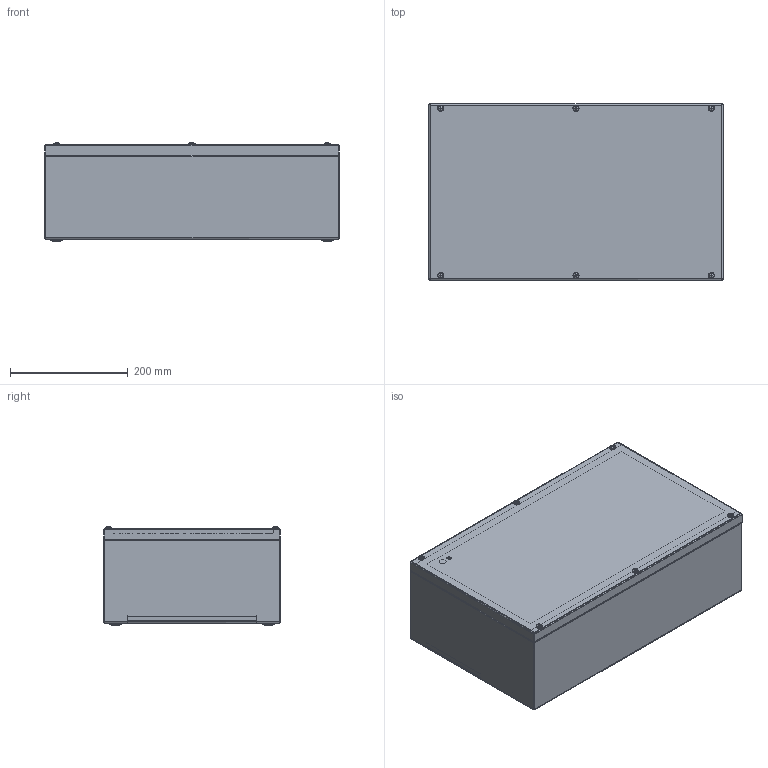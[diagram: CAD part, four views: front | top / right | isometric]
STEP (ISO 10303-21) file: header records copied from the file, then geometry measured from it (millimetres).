
FILE_DESCRIPTION(('FreeCAD Model'),'2;1');
FILE_NAME('500300161.STEP','2026-03-24T12:31:17',('Author'),(''), 'Open CASCADE STEP processor 7.3','FreeCAD','Unknown');
FILE_SCHEMA(('AUTOMOTIVE_DESIGN { 1 0 10303 214 1 1 1 1 }'));
Length unit declared in the file: millimetre
Products named in the file (13): 500300161; 56084; 42022; 86003_Bl.1,030; 42110001; 56123; 42036; 82410_37503016; 41070005; 93344005; 93379; 94753003; 92081001
Assembly tree (32 placements, depth 3):
  500300161
    56084
      42022
      86003_Bl.1,030  x6
      42110001  x2
    56123
      42036
      82410_37503016
      41070005  x6
      93344005  x6
      93379
    94753003  x4
    92081001  x2
Bounding box: 500 x 300 x 168.47 mm (x, y, z)
Volume: 936188 mm3; surface area: 1310499.8 mm2
Topology: 30 solids, 30 shells, 863 faces, 1876 edges, 1130 vertices
Faces by surface type: plane 383, cylinder 274, bspline 80, cone 66, sphere 28, torus 28, revolution 4
Full cylindrical faces by diameter (mm): 4.2 x12, 4.7 x2, 5 x42, 5.9 x6, 6 x1, 7 x18, 8 x14, 8.5 x4, 9 x6, 10 x10, 10.4 x6, 12 x1, 14 x4
Entity records: 16747 total; most frequent: CARTESIAN_POINT 5185, ORIENTED_EDGE 2202, DIRECTION 2098, EDGE_CURVE 1101, AXIS2_PLACEMENT_3D 772, VERTEX_POINT 644, FACE_BOUND 591, EDGE_LOOP 591
